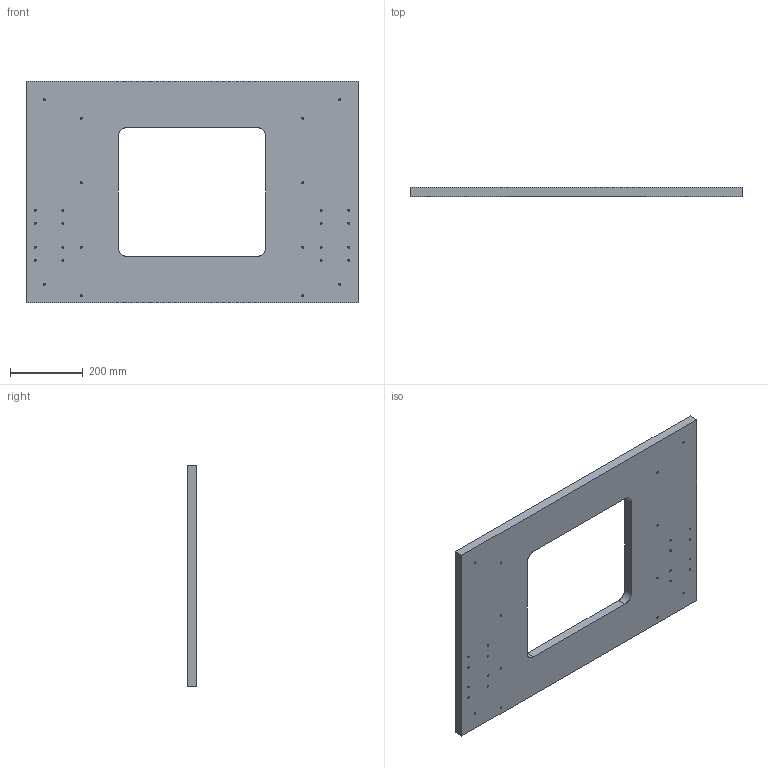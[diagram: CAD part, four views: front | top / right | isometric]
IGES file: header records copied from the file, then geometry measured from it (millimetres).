
Start section: SolidWorks IGES file using analytic representation for surfaces
Global section: file name: D1102061-v2, TABLE, SUSPENSION LIFT.IGS; native system: SolidWorks 2012; preprocessor: SolidWorks 2012; author: tnguyen; date: 120927.080334; units: inch
Bounding box: 914.4 x 25.4 x 609.6 mm (x, y, z)
Surface area: 953227.7 mm2 (no closed solid volume)
Topology: 0 solids, 0 shells, 85 faces, 1560 edges, 1560 vertices
Faces by surface type: revolution 68, bspline 17
